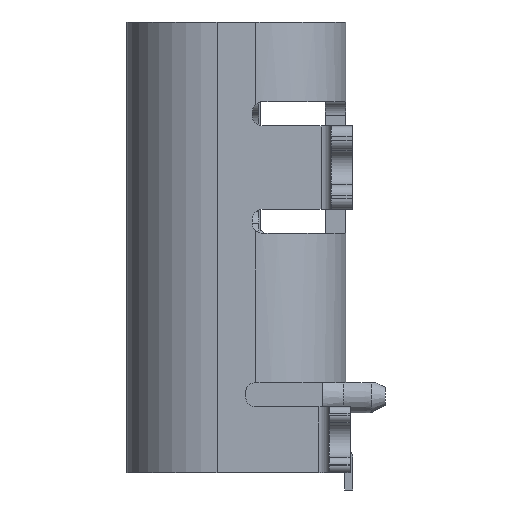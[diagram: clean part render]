
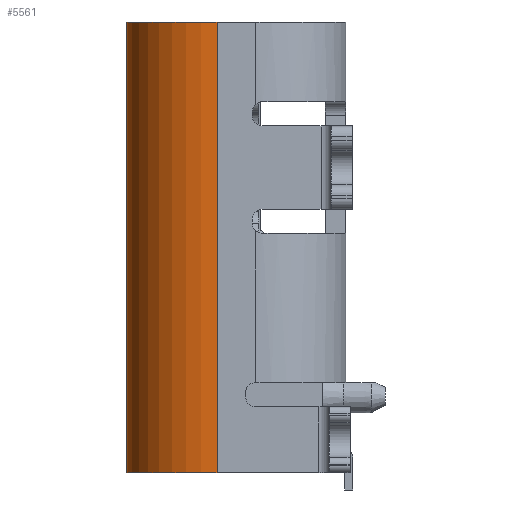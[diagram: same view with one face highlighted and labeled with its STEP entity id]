
A CAD part, left-side view. The second image highlights one B-rep face of the part: STEP entity #5561.
In plain terms, the highlighted cylindrical face has radius 1.3 mm (diameter 2.6 mm), a partial arc.
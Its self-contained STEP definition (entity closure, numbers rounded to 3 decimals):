
#792 = CARTESIAN_POINT ( 'NONE',  ( -3.17, 0.28, -8.58 ) ) ;
#2010 = CARTESIAN_POINT ( 'NONE',  ( -4.47, 0.28, -1.95 ) ) ;
#2343 = VECTOR ( 'NONE', #11899, 1000. ) ;
#2539 = DIRECTION ( 'NONE',  ( -1., 0., 0. ) ) ;
#3016 = DIRECTION ( 'NONE',  ( 0., 0., -1. ) ) ;
#4402 = CARTESIAN_POINT ( 'NONE',  ( -3.17, 1.58, -8.45 ) ) ;
#4570 = DIRECTION ( 'NONE',  ( 0., 0., -1. ) ) ;
#5164 = CARTESIAN_POINT ( 'NONE',  ( -3.17, 1.58, -1.95 ) ) ;
#5561 = ADVANCED_FACE ( 'NONE', ( #18625 ), #7290, .T. ) ;
#5738 = AXIS2_PLACEMENT_3D ( 'NONE', #8868, #4570, #2539 ) ;
#5863 = DIRECTION ( 'NONE',  ( 0., 0., 1. ) ) ;
#6669 = EDGE_CURVE ( 'NONE', #10179, #15534, #20170, .T. ) ;
#7102 = CIRCLE ( 'NONE', #5738, 1.3 ) ;
#7290 = CYLINDRICAL_SURFACE ( 'NONE', #24145, 1.3 ) ;
#7372 = CARTESIAN_POINT ( 'NONE',  ( -3.17, 1.58, -1.95 ) ) ;
#8673 = VERTEX_POINT ( 'NONE', #23493 ) ;
#8868 = CARTESIAN_POINT ( 'NONE',  ( -3.17, 0.28, -8.45 ) ) ;
#9869 = DIRECTION ( 'NONE',  ( 0., 1., 0. ) ) ;
#10011 = CARTESIAN_POINT ( 'NONE',  ( -3.17, 0.28, -1.95 ) ) ;
#10179 = VERTEX_POINT ( 'NONE', #7372 ) ;
#11899 = DIRECTION ( 'NONE',  ( 0., 0., 1. ) ) ;
#12157 = EDGE_LOOP ( 'NONE', ( #26937, #18043, #12288, #23749 ) ) ;
#12183 = LINE ( 'NONE', #25124, #2343 ) ;
#12288 = ORIENTED_EDGE ( 'NONE', *, *, #6669, .F. ) ;
#15534 = VERTEX_POINT ( 'NONE', #2010 ) ;
#17436 = EDGE_CURVE ( 'NONE', #8673, #25935, #7102, .T. ) ;
#18043 = ORIENTED_EDGE ( 'NONE', *, *, #23296, .T. ) ;
#18469 = DIRECTION ( 'NONE',  ( 1., 0., 0. ) ) ;
#18625 = FACE_OUTER_BOUND ( 'NONE', #12157, .T. ) ;
#20170 = CIRCLE ( 'NONE', #25242, 1.3 ) ;
#23296 = EDGE_CURVE ( 'NONE', #8673, #15534, #12183, .T. ) ;
#23493 = CARTESIAN_POINT ( 'NONE',  ( -4.47, 0.28, -8.45 ) ) ;
#23749 = ORIENTED_EDGE ( 'NONE', *, *, #23785, .T. ) ;
#23785 = EDGE_CURVE ( 'NONE', #10179, #25935, #24719, .T. ) ;
#24145 = AXIS2_PLACEMENT_3D ( 'NONE', #792, #25109, #18469 ) ;
#24719 = LINE ( 'NONE', #5164, #26231 ) ;
#25109 = DIRECTION ( 'NONE',  ( 0., 0., 1. ) ) ;
#25124 = CARTESIAN_POINT ( 'NONE',  ( -4.47, 0.28, -8.45 ) ) ;
#25242 = AXIS2_PLACEMENT_3D ( 'NONE', #10011, #5863, #9869 ) ;
#25935 = VERTEX_POINT ( 'NONE', #4402 ) ;
#26231 = VECTOR ( 'NONE', #3016, 1000. ) ;
#26937 = ORIENTED_EDGE ( 'NONE', *, *, #17436, .F. ) ;
